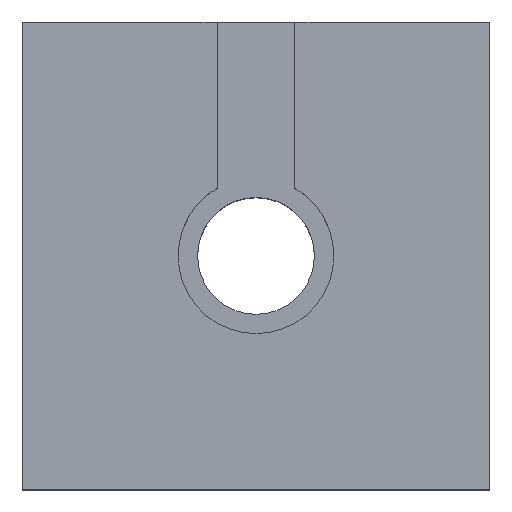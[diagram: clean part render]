
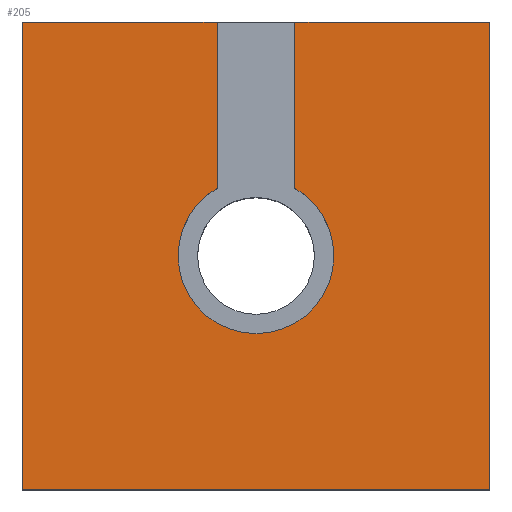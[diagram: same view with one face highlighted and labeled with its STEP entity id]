
A CAD part, top view. The second image highlights one B-rep face of the part: STEP entity #205.
In plain terms, the highlighted planar face has unit normal (0, 0, 1).
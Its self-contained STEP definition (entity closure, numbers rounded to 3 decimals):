
#21=CIRCLE('',#232,2.);
#27=FACE_OUTER_BOUND('',#39,.T.);
#39=EDGE_LOOP('',(#155,#156,#157,#158,#159,#160,#161,#162));
#50=LINE('',#305,#73);
#52=LINE('',#311,#75);
#56=LINE('',#324,#79);
#57=LINE('',#326,#80);
#58=LINE('',#328,#81);
#59=LINE('',#330,#82);
#60=LINE('',#331,#83);
#73=VECTOR('',#248,10.);
#75=VECTOR('',#252,10.);
#79=VECTOR('',#268,10.);
#80=VECTOR('',#269,10.);
#81=VECTOR('',#270,10.);
#82=VECTOR('',#271,10.);
#83=VECTOR('',#272,10.);
#94=VERTEX_POINT('',#299);
#96=VERTEX_POINT('',#303);
#97=VERTEX_POINT('',#307);
#99=VERTEX_POINT('',#310);
#102=VERTEX_POINT('',#323);
#103=VERTEX_POINT('',#325);
#104=VERTEX_POINT('',#327);
#105=VERTEX_POINT('',#329);
#114=EDGE_CURVE('',#94,#96,#50,.T.);
#116=EDGE_CURVE('',#99,#97,#52,.T.);
#122=EDGE_CURVE('',#97,#94,#21,.T.);
#123=EDGE_CURVE('',#96,#102,#56,.T.);
#124=EDGE_CURVE('',#102,#103,#57,.T.);
#125=EDGE_CURVE('',#103,#104,#58,.T.);
#126=EDGE_CURVE('',#104,#105,#59,.T.);
#127=EDGE_CURVE('',#105,#99,#60,.T.);
#155=ORIENTED_EDGE('',*,*,#114,.T.);
#156=ORIENTED_EDGE('',*,*,#123,.T.);
#157=ORIENTED_EDGE('',*,*,#124,.T.);
#158=ORIENTED_EDGE('',*,*,#125,.T.);
#159=ORIENTED_EDGE('',*,*,#126,.T.);
#160=ORIENTED_EDGE('',*,*,#127,.T.);
#161=ORIENTED_EDGE('',*,*,#116,.T.);
#162=ORIENTED_EDGE('',*,*,#122,.T.);
#195=PLANE('',#233);
#205=ADVANCED_FACE('',(#27),#195,.T.);
#232=AXIS2_PLACEMENT_3D('',#321,#264,#265);
#233=AXIS2_PLACEMENT_3D('',#322,#266,#267);
#248=DIRECTION('',(0.,1.,0.));
#252=DIRECTION('',(0.,-1.,0.));
#264=DIRECTION('center_axis',(0.,0.,-1.));
#265=DIRECTION('ref_axis',(-1.,0.,0.));
#266=DIRECTION('center_axis',(0.,0.,1.));
#267=DIRECTION('ref_axis',(1.,0.,0.));
#268=DIRECTION('',(-1.,0.,0.));
#269=DIRECTION('',(0.,-1.,0.));
#270=DIRECTION('',(1.,0.,0.));
#271=DIRECTION('',(0.,1.,0.));
#272=DIRECTION('',(-1.,0.,0.));
#299=CARTESIAN_POINT('',(-1.,1.732,9.));
#303=CARTESIAN_POINT('',(-1.,6.,9.));
#305=CARTESIAN_POINT('',(-1.,0.5,9.));
#307=CARTESIAN_POINT('',(1.,1.732,9.));
#310=CARTESIAN_POINT('',(1.,6.,9.));
#311=CARTESIAN_POINT('',(1.,3.,9.));
#321=CARTESIAN_POINT('Origin',(0.,0.,9.));
#322=CARTESIAN_POINT('Origin',(0.,0.,9.));
#323=CARTESIAN_POINT('',(-6.,6.,9.));
#324=CARTESIAN_POINT('',(-6.,6.,9.));
#325=CARTESIAN_POINT('',(-6.,-6.,9.));
#326=CARTESIAN_POINT('',(-6.,-6.,9.));
#327=CARTESIAN_POINT('',(6.,-6.,9.));
#328=CARTESIAN_POINT('',(6.,-6.,9.));
#329=CARTESIAN_POINT('',(6.,6.,9.));
#330=CARTESIAN_POINT('',(6.,6.,9.));
#331=CARTESIAN_POINT('',(-6.,6.,9.));
